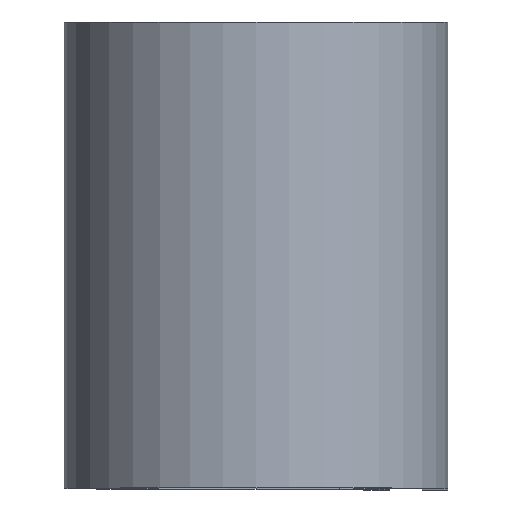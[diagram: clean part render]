
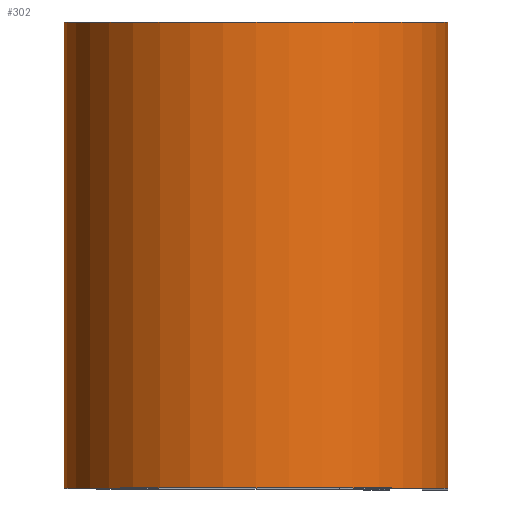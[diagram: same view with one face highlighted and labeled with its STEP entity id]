
A CAD part, top view. The second image highlights one B-rep face of the part: STEP entity #302.
In plain terms, the highlighted cylindrical face has radius 9.157 mm (diameter 18.313 mm), a partial arc.
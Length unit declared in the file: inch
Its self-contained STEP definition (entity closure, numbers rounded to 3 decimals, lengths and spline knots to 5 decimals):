
#12 = ORIENTED_EDGE ( 'NONE', *, *, #314, .F. ) ;
#39 = VERTEX_POINT ( 'NONE', #381 ) ;
#48 = CIRCLE ( 'NONE', #470, 0.3605 ) ;
#50 = CARTESIAN_POINT ( 'NONE',  ( 0.3605, -0.4375, 0.625 ) ) ;
#63 = DIRECTION ( 'NONE',  ( 0., 0., -1. ) ) ;
#68 = AXIS2_PLACEMENT_3D ( 'NONE', #519, #511, #176 ) ;
#82 = LINE ( 'NONE', #413, #414 ) ;
#101 = EDGE_LOOP ( 'NONE', ( #309, #435, #12, #436 ) ) ;
#126 = CARTESIAN_POINT ( 'NONE',  ( 0., 0.4375, 0.625 ) ) ;
#133 = CARTESIAN_POINT ( 'NONE',  ( -0.3605, 0.4375, 0.625 ) ) ;
#169 = EDGE_CURVE ( 'NONE', #231, #753, #733, .T. ) ;
#173 = CARTESIAN_POINT ( 'NONE',  ( -0.3605, 0.4375, 0.625 ) ) ;
#176 = DIRECTION ( 'NONE',  ( 1., 0., 0. ) ) ;
#231 = VERTEX_POINT ( 'NONE', #773 ) ;
#302 = ADVANCED_FACE ( 'NONE', ( #744 ), #557, .T. ) ;
#309 = ORIENTED_EDGE ( 'NONE', *, *, #169, .T. ) ;
#314 = EDGE_CURVE ( 'NONE', #342, #39, #48, .T. ) ;
#342 = VERTEX_POINT ( 'NONE', #133 ) ;
#352 = VECTOR ( 'NONE', #771, 39.37008 ) ;
#381 = CARTESIAN_POINT ( 'NONE',  ( 0.3605, 0.4375, 0.625 ) ) ;
#396 = CARTESIAN_POINT ( 'NONE',  ( 0., 0.4375, 0.625 ) ) ;
#413 = CARTESIAN_POINT ( 'NONE',  ( 0.3605, 0.4375, 0.625 ) ) ;
#414 = VECTOR ( 'NONE', #682, 39.37008 ) ;
#435 = ORIENTED_EDGE ( 'NONE', *, *, #491, .F. ) ;
#436 = ORIENTED_EDGE ( 'NONE', *, *, #627, .T. ) ;
#466 = DIRECTION ( 'NONE',  ( 1., 0., 0. ) ) ;
#470 = AXIS2_PLACEMENT_3D ( 'NONE', #396, #855, #466 ) ;
#491 = EDGE_CURVE ( 'NONE', #39, #753, #82, .T. ) ;
#511 = DIRECTION ( 'NONE',  ( 0., 1., 0. ) ) ;
#517 = AXIS2_PLACEMENT_3D ( 'NONE', #126, #607, #63 ) ;
#519 = CARTESIAN_POINT ( 'NONE',  ( 0., -0.4375, 0.625 ) ) ;
#557 = CYLINDRICAL_SURFACE ( 'NONE', #517, 0.3605 ) ;
#607 = DIRECTION ( 'NONE',  ( 0., -1., 0. ) ) ;
#627 = EDGE_CURVE ( 'NONE', #342, #231, #693, .T. ) ;
#682 = DIRECTION ( 'NONE',  ( 0., -1., 0. ) ) ;
#693 = LINE ( 'NONE', #173, #352 ) ;
#733 = CIRCLE ( 'NONE', #68, 0.3605 ) ;
#744 = FACE_OUTER_BOUND ( 'NONE', #101, .T. ) ;
#753 = VERTEX_POINT ( 'NONE', #50 ) ;
#771 = DIRECTION ( 'NONE',  ( 0., -1., 0. ) ) ;
#773 = CARTESIAN_POINT ( 'NONE',  ( -0.3605, -0.4375, 0.625 ) ) ;
#855 = DIRECTION ( 'NONE',  ( 0., 1., 0. ) ) ;
